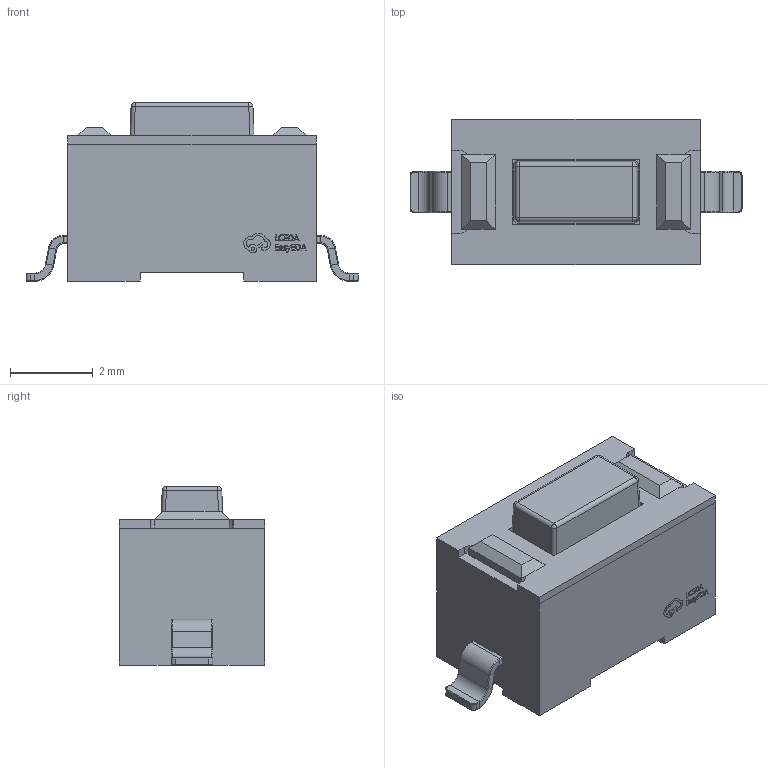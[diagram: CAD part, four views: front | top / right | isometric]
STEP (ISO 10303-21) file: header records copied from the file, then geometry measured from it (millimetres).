
FILE_DESCRIPTION (( 'STEP AP214' ), '1' );
FILE_NAME ('KEY-SMD_2P-L6.0-W3.5-H4.3-LS8.0.step', '2022-07-02T14:53:31', ( '' ), ( '' ), 'SwSTEP 2.0', 'SolidWorks 2020', '' );
FILE_SCHEMA (( 'AUTOMOTIVE_DESIGN' ));
Length unit declared in the file: millimetre
Products named in the file (1): KEY-SMD_2P-L6.0-W3.5-H4.3-LS8.0
Bounding box: 8 x 3.5 x 4.31 mm (x, y, z)
Volume: 75.7 mm3; surface area: 159.4 mm2
Topology: 2 solids, 2 shells, 456 faces, 1163 edges, 742 vertices
Faces by surface type: plane 264, bspline 112, cylinder 52, torus 24, sphere 4
Entity records: 19219 total; most frequent: CARTESIAN_POINT 4478, ORIENTED_EDGE 2326, DIRECTION 1745, EDGE_CURVE 1163, VECTOR 807, LINE 807, VERTEX_POINT 742, EDGE_LOOP 489
